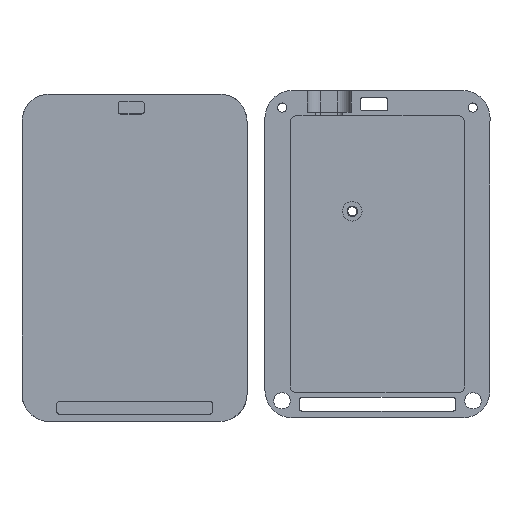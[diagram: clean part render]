
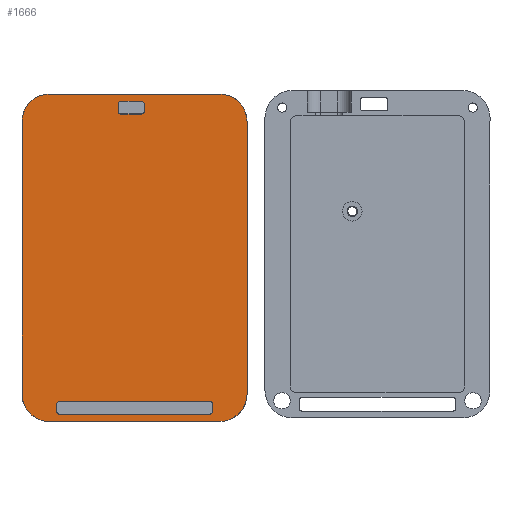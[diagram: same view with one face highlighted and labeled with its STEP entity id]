
A CAD part, top view. The second image highlights one B-rep face of the part: STEP entity #1666.
In plain terms, the highlighted planar face has unit normal (0, 0, 1).
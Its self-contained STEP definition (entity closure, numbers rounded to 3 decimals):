
#85=FACE_BOUND('',#249,.T.);
#86=FACE_BOUND('',#250,.T.);
#108=PLANE('',#1874);
#157=FACE_OUTER_BOUND('',#248,.T.);
#248=EDGE_LOOP('',(#1168,#1169,#1170,#1171,#1172,#1173,#1174,#1175));
#249=EDGE_LOOP('',(#1176,#1177,#1178,#1179,#1180,#1181,#1182,#1183));
#250=EDGE_LOOP('',(#1184,#1185,#1186,#1187,#1188,#1189,#1190,#1191));
#352=LINE('',#2639,#501);
#358=LINE('',#2654,#507);
#362=LINE('',#2666,#511);
#365=LINE('',#2675,#514);
#366=LINE('',#2681,#515);
#367=LINE('',#2685,#516);
#368=LINE('',#2689,#517);
#369=LINE('',#2692,#518);
#370=LINE('',#2695,#519);
#371=LINE('',#2699,#520);
#372=LINE('',#2703,#521);
#373=LINE('',#2707,#522);
#501=VECTOR('',#2082,10.);
#507=VECTOR('',#2096,10.);
#511=VECTOR('',#2108,10.);
#514=VECTOR('',#2119,10.);
#515=VECTOR('',#2124,10.);
#516=VECTOR('',#2127,10.);
#517=VECTOR('',#2130,10.);
#518=VECTOR('',#2133,10.);
#519=VECTOR('',#2134,10.);
#520=VECTOR('',#2137,10.);
#521=VECTOR('',#2140,10.);
#522=VECTOR('',#2143,10.);
#649=CIRCLE('',#1860,1.);
#651=CIRCLE('',#1864,1.);
#653=CIRCLE('',#1868,1.);
#655=CIRCLE('',#1872,1.);
#656=CIRCLE('',#1875,10.);
#657=CIRCLE('',#1876,10.);
#658=CIRCLE('',#1877,10.);
#659=CIRCLE('',#1878,10.);
#660=CIRCLE('',#1879,1.);
#661=CIRCLE('',#1880,1.);
#662=CIRCLE('',#1881,1.);
#663=CIRCLE('',#1882,1.);
#738=VERTEX_POINT('',#2632);
#739=VERTEX_POINT('',#2634);
#740=VERTEX_POINT('',#2638);
#744=VERTEX_POINT('',#2647);
#745=VERTEX_POINT('',#2649);
#748=VERTEX_POINT('',#2659);
#749=VERTEX_POINT('',#2661);
#751=VERTEX_POINT('',#2670);
#752=VERTEX_POINT('',#2677);
#753=VERTEX_POINT('',#2678);
#754=VERTEX_POINT('',#2680);
#755=VERTEX_POINT('',#2682);
#756=VERTEX_POINT('',#2684);
#757=VERTEX_POINT('',#2686);
#758=VERTEX_POINT('',#2688);
#759=VERTEX_POINT('',#2690);
#760=VERTEX_POINT('',#2693);
#761=VERTEX_POINT('',#2694);
#762=VERTEX_POINT('',#2696);
#763=VERTEX_POINT('',#2698);
#764=VERTEX_POINT('',#2700);
#765=VERTEX_POINT('',#2702);
#766=VERTEX_POINT('',#2704);
#767=VERTEX_POINT('',#2706);
#897=EDGE_CURVE('',#738,#739,#649,.F.);
#899=EDGE_CURVE('',#740,#739,#352,.T.);
#904=EDGE_CURVE('',#744,#745,#651,.F.);
#907=EDGE_CURVE('',#738,#745,#358,.T.);
#910=EDGE_CURVE('',#748,#749,#653,.F.);
#913=EDGE_CURVE('',#744,#749,#362,.T.);
#915=EDGE_CURVE('',#740,#751,#655,.F.);
#918=EDGE_CURVE('',#748,#751,#365,.T.);
#919=EDGE_CURVE('',#752,#753,#656,.T.);
#920=EDGE_CURVE('',#753,#754,#366,.T.);
#921=EDGE_CURVE('',#754,#755,#657,.T.);
#922=EDGE_CURVE('',#755,#756,#367,.T.);
#923=EDGE_CURVE('',#756,#757,#658,.T.);
#924=EDGE_CURVE('',#757,#758,#368,.T.);
#925=EDGE_CURVE('',#758,#759,#659,.T.);
#926=EDGE_CURVE('',#759,#752,#369,.T.);
#927=EDGE_CURVE('',#760,#761,#370,.T.);
#928=EDGE_CURVE('',#762,#761,#660,.F.);
#929=EDGE_CURVE('',#762,#763,#371,.T.);
#930=EDGE_CURVE('',#764,#763,#661,.F.);
#931=EDGE_CURVE('',#764,#765,#372,.T.);
#932=EDGE_CURVE('',#766,#765,#662,.F.);
#933=EDGE_CURVE('',#766,#767,#373,.T.);
#934=EDGE_CURVE('',#760,#767,#663,.F.);
#1168=ORIENTED_EDGE('',*,*,#919,.T.);
#1169=ORIENTED_EDGE('',*,*,#920,.T.);
#1170=ORIENTED_EDGE('',*,*,#921,.T.);
#1171=ORIENTED_EDGE('',*,*,#922,.T.);
#1172=ORIENTED_EDGE('',*,*,#923,.T.);
#1173=ORIENTED_EDGE('',*,*,#924,.T.);
#1174=ORIENTED_EDGE('',*,*,#925,.T.);
#1175=ORIENTED_EDGE('',*,*,#926,.T.);
#1176=ORIENTED_EDGE('',*,*,#927,.T.);
#1177=ORIENTED_EDGE('',*,*,#928,.F.);
#1178=ORIENTED_EDGE('',*,*,#929,.T.);
#1179=ORIENTED_EDGE('',*,*,#930,.F.);
#1180=ORIENTED_EDGE('',*,*,#931,.T.);
#1181=ORIENTED_EDGE('',*,*,#932,.F.);
#1182=ORIENTED_EDGE('',*,*,#933,.T.);
#1183=ORIENTED_EDGE('',*,*,#934,.F.);
#1184=ORIENTED_EDGE('',*,*,#899,.T.);
#1185=ORIENTED_EDGE('',*,*,#897,.F.);
#1186=ORIENTED_EDGE('',*,*,#907,.T.);
#1187=ORIENTED_EDGE('',*,*,#904,.F.);
#1188=ORIENTED_EDGE('',*,*,#913,.T.);
#1189=ORIENTED_EDGE('',*,*,#910,.F.);
#1190=ORIENTED_EDGE('',*,*,#918,.T.);
#1191=ORIENTED_EDGE('',*,*,#915,.F.);
#1666=ADVANCED_FACE('',(#157,#85,#86),#108,.T.);
#1860=AXIS2_PLACEMENT_3D('',#2635,#2077,#2078);
#1864=AXIS2_PLACEMENT_3D('',#2650,#2090,#2091);
#1868=AXIS2_PLACEMENT_3D('',#2662,#2102,#2103);
#1872=AXIS2_PLACEMENT_3D('',#2671,#2113,#2114);
#1874=AXIS2_PLACEMENT_3D('',#2676,#2120,#2121);
#1875=AXIS2_PLACEMENT_3D('',#2679,#2122,#2123);
#1876=AXIS2_PLACEMENT_3D('',#2683,#2125,#2126);
#1877=AXIS2_PLACEMENT_3D('',#2687,#2128,#2129);
#1878=AXIS2_PLACEMENT_3D('',#2691,#2131,#2132);
#1879=AXIS2_PLACEMENT_3D('',#2697,#2135,#2136);
#1880=AXIS2_PLACEMENT_3D('',#2701,#2138,#2139);
#1881=AXIS2_PLACEMENT_3D('',#2705,#2141,#2142);
#1882=AXIS2_PLACEMENT_3D('',#2708,#2144,#2145);
#2077=DIRECTION('center_axis',(0.,0.,-1.));
#2078=DIRECTION('ref_axis',(0.707,0.707,0.));
#2082=DIRECTION('',(1.,0.,0.));
#2090=DIRECTION('center_axis',(0.,0.,-1.));
#2091=DIRECTION('ref_axis',(0.707,-0.707,0.));
#2096=DIRECTION('',(0.,-1.,0.));
#2102=DIRECTION('center_axis',(0.,0.,-1.));
#2103=DIRECTION('ref_axis',(-0.707,-0.707,0.));
#2108=DIRECTION('',(-1.,0.,0.));
#2113=DIRECTION('center_axis',(0.,0.,-1.));
#2114=DIRECTION('ref_axis',(-0.707,0.707,0.));
#2119=DIRECTION('',(0.,1.,0.));
#2120=DIRECTION('center_axis',(0.,0.,1.));
#2121=DIRECTION('ref_axis',(1.,0.,0.));
#2122=DIRECTION('center_axis',(0.,0.,1.));
#2123=DIRECTION('ref_axis',(1.,0.,0.));
#2124=DIRECTION('',(-1.,0.,0.));
#2125=DIRECTION('center_axis',(0.,0.,1.));
#2126=DIRECTION('ref_axis',(0.,1.,0.));
#2127=DIRECTION('',(0.,-1.,0.));
#2128=DIRECTION('center_axis',(0.,0.,1.));
#2129=DIRECTION('ref_axis',(-1.,0.,0.));
#2130=DIRECTION('',(1.,0.,0.));
#2131=DIRECTION('center_axis',(0.,0.,1.));
#2132=DIRECTION('ref_axis',(0.,-1.,0.));
#2133=DIRECTION('',(0.,1.,0.));
#2134=DIRECTION('',(1.,0.,0.));
#2135=DIRECTION('center_axis',(0.,0.,-1.));
#2136=DIRECTION('ref_axis',(0.707,0.707,0.));
#2137=DIRECTION('',(0.,-1.,0.));
#2138=DIRECTION('center_axis',(0.,0.,-1.));
#2139=DIRECTION('ref_axis',(0.707,-0.707,0.));
#2140=DIRECTION('',(-1.,0.,0.));
#2141=DIRECTION('center_axis',(0.,0.,-1.));
#2142=DIRECTION('ref_axis',(-0.707,-0.707,0.));
#2143=DIRECTION('',(0.,1.,0.));
#2144=DIRECTION('center_axis',(0.,0.,-1.));
#2145=DIRECTION('ref_axis',(-0.707,0.707,0.));
#2632=CARTESIAN_POINT('',(34.8,106.3,10.));
#2634=CARTESIAN_POINT('',(33.8,107.3,10.));
#2635=CARTESIAN_POINT('Origin',(33.8,106.3,10.));
#2638=CARTESIAN_POINT('',(26.2,107.3,10.));
#2639=CARTESIAN_POINT('',(33.125,107.3,10.));
#2647=CARTESIAN_POINT('',(33.8,102.7,10.));
#2649=CARTESIAN_POINT('',(34.8,103.7,10.));
#2650=CARTESIAN_POINT('Origin',(33.8,103.7,10.));
#2654=CARTESIAN_POINT('',(34.8,76.25,10.));
#2659=CARTESIAN_POINT('',(25.2,103.7,10.));
#2661=CARTESIAN_POINT('',(26.2,102.7,10.));
#2662=CARTESIAN_POINT('Origin',(26.2,103.7,10.));
#2666=CARTESIAN_POINT('',(28.125,102.7,10.));
#2670=CARTESIAN_POINT('',(25.2,106.3,10.));
#2671=CARTESIAN_POINT('Origin',(26.2,106.3,10.));
#2675=CARTESIAN_POINT('',(25.2,78.75,10.));
#2676=CARTESIAN_POINT('Origin',(31.25,50.,10.));
#2677=CARTESIAN_POINT('',(72.5,100.,10.));
#2678=CARTESIAN_POINT('',(62.5,110.,10.));
#2679=CARTESIAN_POINT('Origin',(62.5,100.,10.));
#2680=CARTESIAN_POINT('',(0.,110.,10.));
#2681=CARTESIAN_POINT('',(62.5,110.,10.));
#2682=CARTESIAN_POINT('',(-10.,100.,10.));
#2683=CARTESIAN_POINT('Origin',(0.,100.,10.));
#2684=CARTESIAN_POINT('',(-10.,0.,10.));
#2685=CARTESIAN_POINT('',(-10.,100.,10.));
#2686=CARTESIAN_POINT('',(0.,-10.,10.));
#2687=CARTESIAN_POINT('Origin',(0.,0.,
10.));
#2688=CARTESIAN_POINT('',(62.5,-10.,10.));
#2689=CARTESIAN_POINT('',(0.,-10.,10.));
#2690=CARTESIAN_POINT('',(72.5,0.,10.));
#2691=CARTESIAN_POINT('Origin',(62.5,0.,
10.));
#2692=CARTESIAN_POINT('',(72.5,0.,10.));
#2693=CARTESIAN_POINT('',(3.7,-2.7,10.));
#2694=CARTESIAN_POINT('',(58.8,-2.7,10.));
#2695=CARTESIAN_POINT('',(45.125,-2.7,10.));
#2696=CARTESIAN_POINT('',(59.8,-3.7,10.));
#2697=CARTESIAN_POINT('Origin',(58.8,-3.7,10.));
#2698=CARTESIAN_POINT('',(59.8,-6.3,10.));
#2699=CARTESIAN_POINT('',(59.8,21.75,10.));
#2700=CARTESIAN_POINT('',(58.8,-7.3,10.));
#2701=CARTESIAN_POINT('Origin',(58.8,-6.3,10.));
#2702=CARTESIAN_POINT('',(3.7,-7.3,10.));
#2703=CARTESIAN_POINT('',(17.375,-7.3,10.));
#2704=CARTESIAN_POINT('',(2.7,-6.3,10.));
#2705=CARTESIAN_POINT('Origin',(3.7,-6.3,10.));
#2706=CARTESIAN_POINT('',(2.7,-3.7,10.));
#2707=CARTESIAN_POINT('',(2.7,23.25,10.));
#2708=CARTESIAN_POINT('Origin',(3.7,-3.7,10.));
